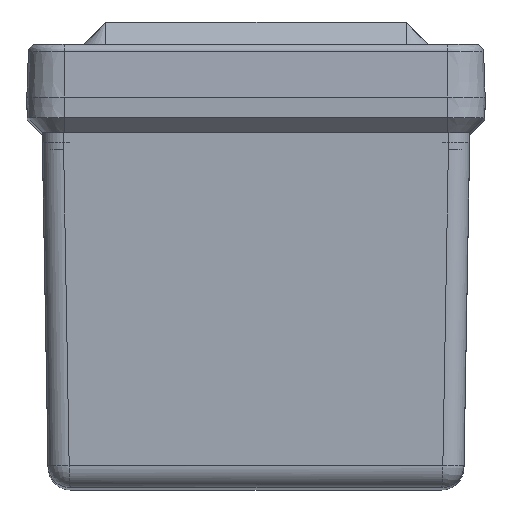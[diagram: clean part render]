
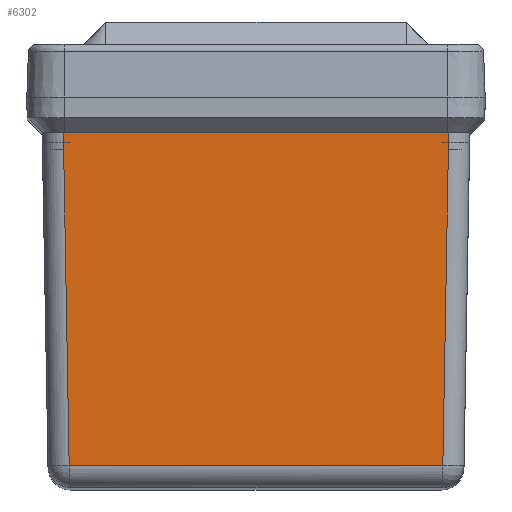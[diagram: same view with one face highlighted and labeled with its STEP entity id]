
A CAD part, top view. The second image highlights one B-rep face of the part: STEP entity #6302.
In plain terms, the highlighted planar face has unit normal (0, -0.018, 1).
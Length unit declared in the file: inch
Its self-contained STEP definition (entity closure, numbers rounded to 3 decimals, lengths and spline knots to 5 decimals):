
#362 = ORIENTED_EDGE ( 'NONE', *, *, #6719, .T. ) ;
#470 = VERTEX_POINT ( 'NONE', #13724 ) ;
#827 = LINE ( 'NONE', #17734, #17220 ) ;
#1940 = ORIENTED_EDGE ( 'NONE', *, *, #19279, .F. ) ;
#2932 = ORIENTED_EDGE ( 'NONE', *, *, #15593, .T. ) ;
#3248 = LINE ( 'NONE', #20274, #9059 ) ;
#3528 = VECTOR ( 'NONE', #16477, 39.37008 ) ;
#4131 = CARTESIAN_POINT ( 'NONE',  ( 1.59375, 2.9525, 5.43449 ) ) ;
#6004 = DIRECTION ( 'NONE',  ( 1., 0., 0. ) ) ;
#6302 = ADVANCED_FACE ( 'NONE', ( #17450 ), #6624, .T. ) ;
#6369 = CARTESIAN_POINT ( 'NONE',  ( -1.60237, 2.9525, 5.43449 ) ) ;
#6624 = PLANE ( 'NONE',  #10290 ) ;
#6719 = EDGE_CURVE ( 'NONE', #17652, #470, #9070, .T. ) ;
#6905 = VECTOR ( 'NONE', #17540, 39.37008 ) ;
#8308 = CARTESIAN_POINT ( 'NONE',  ( -1.60237, 2.9525, 5.43449 ) ) ;
#8492 = DIRECTION ( 'NONE',  ( 1., 0., 0. ) ) ;
#8783 = VERTEX_POINT ( 'NONE', #14478 ) ;
#9059 = VECTOR ( 'NONE', #8492, 39.37008 ) ;
#9070 = LINE ( 'NONE', #9973, #3528 ) ;
#9192 = CARTESIAN_POINT ( 'NONE',  ( 1.60237, 2.9525, 5.43449 ) ) ;
#9973 = CARTESIAN_POINT ( 'NONE',  ( 1.59375, 2.9525, 5.43449 ) ) ;
#10290 = AXIS2_PLACEMENT_3D ( 'NONE', #20484, #20413, #15217 ) ;
#10426 = EDGE_CURVE ( 'NONE', #10747, #14577, #19099, .T. ) ;
#10747 = VERTEX_POINT ( 'NONE', #8308 ) ;
#10987 = EDGE_LOOP ( 'NONE', ( #1940, #20460, #17934, #2932, #19240, #362 ) ) ;
#11142 = LINE ( 'NONE', #13925, #17247 ) ;
#12637 = VERTEX_POINT ( 'NONE', #9192 ) ;
#13246 = LINE ( 'NONE', #16072, #6905 ) ;
#13700 = DIRECTION ( 'NONE',  ( -1., 0., 0. ) ) ;
#13724 = CARTESIAN_POINT ( 'NONE',  ( -1.59375, 2.9525, 5.43449 ) ) ;
#13925 = CARTESIAN_POINT ( 'NONE',  ( 0.79688, 0.18423, 5.38617 ) ) ;
#13940 = EDGE_CURVE ( 'NONE', #17652, #12637, #827, .T. ) ;
#14478 = CARTESIAN_POINT ( 'NONE',  ( 1.55405, 0.18423, 5.38617 ) ) ;
#14577 = VERTEX_POINT ( 'NONE', #19474 ) ;
#15184 = EDGE_CURVE ( 'NONE', #8783, #14577, #11142, .T. ) ;
#15217 = DIRECTION ( 'NONE',  ( 0., -1., -0.017 ) ) ;
#15593 = EDGE_CURVE ( 'NONE', #8783, #12637, #13246, .T. ) ;
#16072 = CARTESIAN_POINT ( 'NONE',  ( 1.55405, 0.18423, 5.38617 ) ) ;
#16477 = DIRECTION ( 'NONE',  ( -1., 0., 0. ) ) ;
#17220 = VECTOR ( 'NONE', #6004, 39.37008 ) ;
#17247 = VECTOR ( 'NONE', #13700, 39.37008 ) ;
#17450 = FACE_OUTER_BOUND ( 'NONE', #10987, .T. ) ;
#17540 = DIRECTION ( 'NONE',  ( 0.017, 1., 0.017 ) ) ;
#17652 = VERTEX_POINT ( 'NONE', #4131 ) ;
#17734 = CARTESIAN_POINT ( 'NONE',  ( 0., 2.9525, 5.43449 ) ) ;
#17934 = ORIENTED_EDGE ( 'NONE', *, *, #15184, .F. ) ;
#18100 = DIRECTION ( 'NONE',  ( 0.017, -1., -0.017 ) ) ;
#19099 = LINE ( 'NONE', #6369, #19365 ) ;
#19240 = ORIENTED_EDGE ( 'NONE', *, *, #13940, .F. ) ;
#19279 = EDGE_CURVE ( 'NONE', #10747, #470, #3248, .T. ) ;
#19365 = VECTOR ( 'NONE', #18100, 39.37008 ) ;
#19474 = CARTESIAN_POINT ( 'NONE',  ( -1.55405, 0.18423, 5.38617 ) ) ;
#20274 = CARTESIAN_POINT ( 'NONE',  ( 0., 2.9525, 5.43449 ) ) ;
#20413 = DIRECTION ( 'NONE',  ( 0., -0.017, 1. ) ) ;
#20460 = ORIENTED_EDGE ( 'NONE', *, *, #10426, .T. ) ;
#20484 = CARTESIAN_POINT ( 'NONE',  ( 1.59375, 2.9525, 5.43449 ) ) ;
